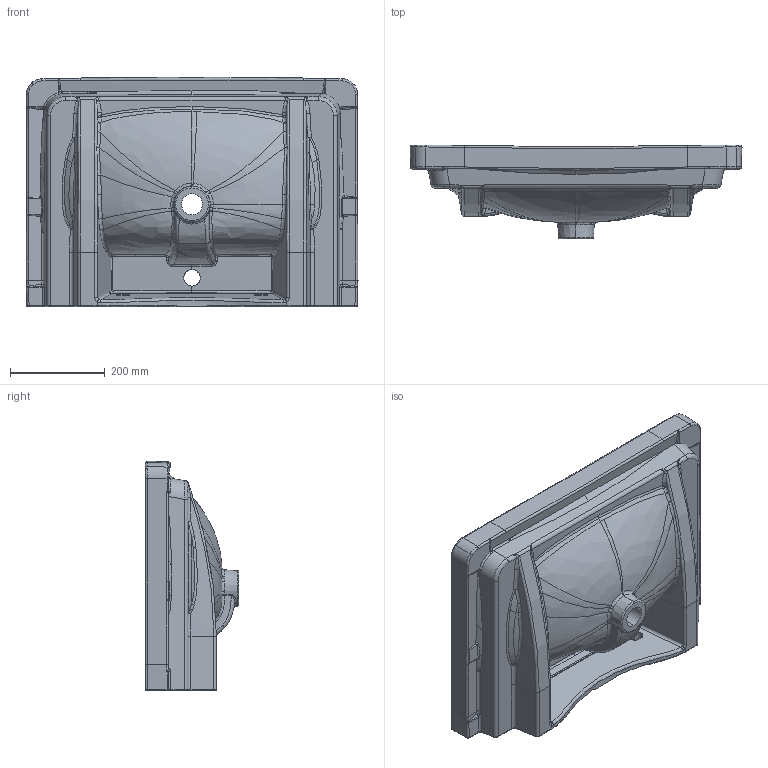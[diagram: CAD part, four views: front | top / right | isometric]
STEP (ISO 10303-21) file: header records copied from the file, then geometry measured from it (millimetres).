
FILE_DESCRIPTION((''),'2;1');
FILE_NAME('NL6049-11-02','2017-01-17T',('lu.wang'),(''),'PRO/ENGINEER BY PARAMETRIC TECHNOLOGY CORPORATION, 2010280','PRO/ENGINEER BY PARAMETRIC TECHNOLOGY CORPORATION, 2010280','');
FILE_SCHEMA(('CONFIG_CONTROL_DESIGN'));
Products named in the file (1): NL6049-11-02
Bounding box: 699.7 x 197.5 x 483.71 mm (x, y, z)
Volume: 12051008.6 mm3; surface area: 1141795.1 mm2
Topology: 1 solids, 1 shells, 569 faces, 1456 edges, 886 vertices
Faces by surface type: bspline 410, cylinder 75, plane 45, extrusion 17, torus 12, cone 5, sphere 5
Entity records: 39098 total; most frequent: CARTESIAN_POINT 28493, ORIENTED_EDGE 2912, EDGE_CURVE 1456, DIRECTION 1153, B_SPLINE_CURVE_WITH_KNOTS 957, VERTEX_POINT 886, EDGE_LOOP 574, FACE_OUTER_BOUND 569
